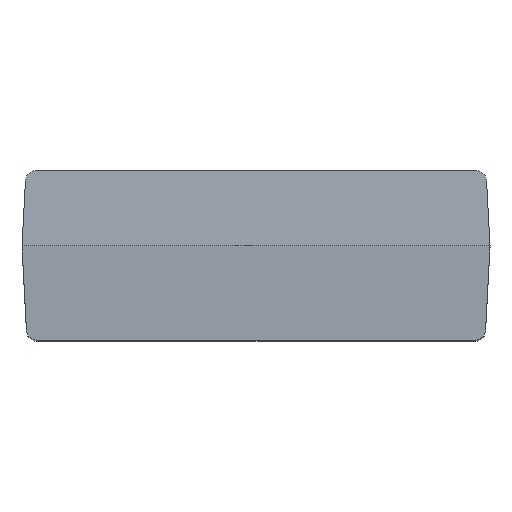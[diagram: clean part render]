
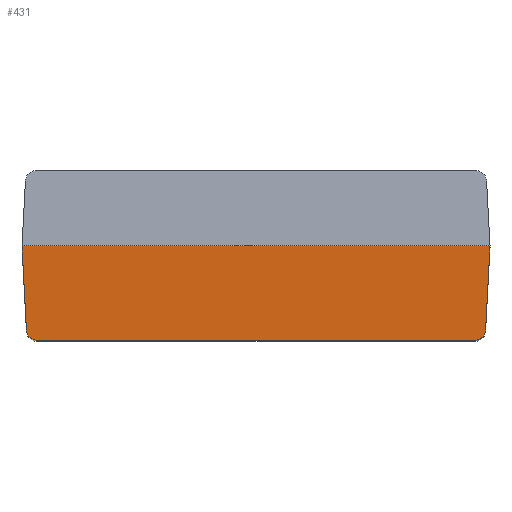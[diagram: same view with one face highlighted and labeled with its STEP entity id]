
A CAD part, top view. The second image highlights one B-rep face of the part: STEP entity #431.
In plain terms, the highlighted planar face has unit normal (0, -0.052, 0.999).
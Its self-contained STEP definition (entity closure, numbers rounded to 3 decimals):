
#431=ADVANCED_FACE('',(#1048),#1050,.T.);
#1048=FACE_BOUND('',#1049,.T.);
#1049=EDGE_LOOP('',(#1520,#1521,#1522,#1523,#1524,#1525));
#1050=PLANE('',#1051);
#1051=AXIS2_PLACEMENT_3D('',#1052,#1053,#1054);
#1052=CARTESIAN_POINT('',(-4.101,-1.39,13.881));
#1053=DIRECTION('',(0.,-0.052,0.999));
#1054=DIRECTION('',(1.,0.,0.));
#1520=ORIENTED_EDGE('',*,*,#1814,.F.);
#1521=ORIENTED_EDGE('',*,*,#1772,.T.);
#1522=ORIENTED_EDGE('',*,*,#1815,.F.);
#1523=ORIENTED_EDGE('',*,*,#1813,.T.);
#1524=ORIENTED_EDGE('',*,*,#1816,.F.);
#1525=ORIENTED_EDGE('',*,*,#1817,.F.);
#1772=EDGE_CURVE('',#2018,#2022,#2024,.T.);
#1813=EDGE_CURVE('',#2076,#2081,#2083,.T.);
#1814=EDGE_CURVE('',#2018,#2084,#2085,.F.);
#1815=EDGE_CURVE('',#2076,#2022,#2086,.T.);
#1816=EDGE_CURVE('',#2087,#2081,#2088,.T.);
#1817=EDGE_CURVE('',#2084,#2087,#2089,.T.);
#2018=VERTEX_POINT('',#2503);
#2022=VERTEX_POINT('',#2511);
#2024=LINE('',#2515,#2516);
#2076=VERTEX_POINT('',#2650);
#2081=VERTEX_POINT('',#2659);
#2083=LINE('',#2663,#2664);
#2084=VERTEX_POINT('',#2666);
#2085=(BOUNDED_CURVE()B_SPLINE_CURVE(3,
(#2667,#2668,#2669,#2670),
.UNSPECIFIED.,.F.,.F.)B_SPLINE_CURVE_WITH_KNOTS((4,4),
(0.,1.),
.UNSPECIFIED.)CURVE()GEOMETRIC_REPRESENTATION_ITEM()RATIONAL_B_SPLINE_CURVE((1.,
0.817,0.817,1.))REPRESENTATION_ITEM(''));
#2086=(BOUNDED_CURVE()B_SPLINE_CURVE(3,
(#2671,#2672,#2673,#2674),
.UNSPECIFIED.,.F.,.F.)B_SPLINE_CURVE_WITH_KNOTS((4,4),
(0.,1.),
.UNSPECIFIED.)CURVE()GEOMETRIC_REPRESENTATION_ITEM()RATIONAL_B_SPLINE_CURVE((1.,
0.817,0.817,1.))REPRESENTATION_ITEM(''));
#2087=VERTEX_POINT('',#2675);
#2088=LINE('',#2676,#2677);
#2089=LINE('',#2679,#2680);
#2503=CARTESIAN_POINT('',(-3.912,-1.39,13.881));
#2511=CARTESIAN_POINT('',(3.912,-1.39,13.881));
#2515=CARTESIAN_POINT('',(-3.912,-1.39,13.881));
#2516=VECTOR('',#2517,1.);
#2517=DIRECTION('',(1.,0.,0.));
#2650=CARTESIAN_POINT('',(4.111,-1.2,13.891));
#2659=CARTESIAN_POINT('',(4.19,0.3,13.97));
#2663=CARTESIAN_POINT('',(4.111,-1.2,13.891));
#2664=VECTOR('',#2665,1.);
#2665=DIRECTION('',(0.052,0.997,0.052));
#2666=CARTESIAN_POINT('',(-4.111,-1.2,13.891));
#2667=CARTESIAN_POINT('',(-4.111,-1.2,13.891));
#2668=CARTESIAN_POINT('',(-4.105,-1.313,13.885));
#2669=CARTESIAN_POINT('',(-4.024,-1.39,13.881));
#2670=CARTESIAN_POINT('',(-3.912,-1.39,13.881));
#2671=CARTESIAN_POINT('',(4.111,-1.2,13.891));
#2672=CARTESIAN_POINT('',(4.105,-1.313,13.885));
#2673=CARTESIAN_POINT('',(4.024,-1.39,13.881));
#2674=CARTESIAN_POINT('',(3.912,-1.39,13.881));
#2675=CARTESIAN_POINT('',(-4.19,0.3,13.97));
#2676=CARTESIAN_POINT('',(-4.19,0.3,13.97));
#2677=VECTOR('',#2678,1.);
#2678=DIRECTION('',(1.,0.,0.));
#2679=CARTESIAN_POINT('',(-4.111,-1.2,13.891));
#2680=VECTOR('',#2681,1.);
#2681=DIRECTION('',(-0.052,0.997,0.052));
